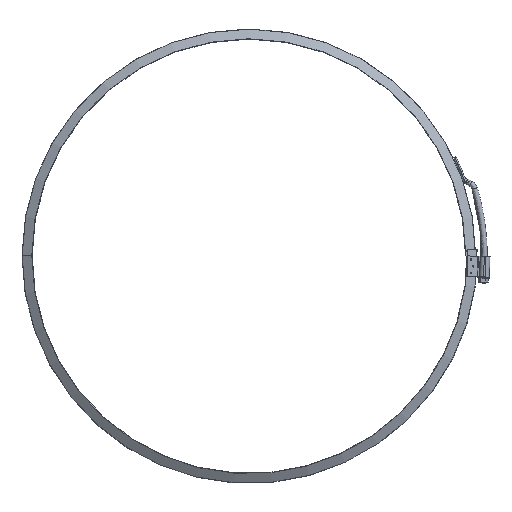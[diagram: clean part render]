
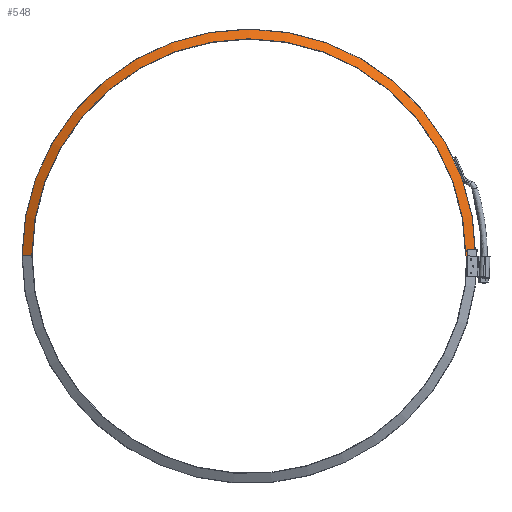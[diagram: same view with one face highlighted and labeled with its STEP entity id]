
A CAD part, top view. The second image highlights one B-rep face of the part: STEP entity #548.
In plain terms, the highlighted conical face has half-angle 60 degrees and reference radius 321.5 mm.
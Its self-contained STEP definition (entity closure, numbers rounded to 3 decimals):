
#139=CONICAL_SURFACE('',#2937,321.5,60.);
#378=FACE_OUTER_BOUND('',#1089,.T.);
#548=ADVANCED_FACE('',(#378),#139,.T.);
#691=LINE('',#5620,#805);
#702=LINE('',#5677,#816);
#805=VECTOR('',#3557,1.);
#816=VECTOR('',#3626,1.);
#1089=EDGE_LOOP('',(#1766,#1767,#1768,#1769));
#1766=ORIENTED_EDGE('',*,*,#2398,.T.);
#1767=ORIENTED_EDGE('',*,*,#2399,.T.);
#1768=ORIENTED_EDGE('',*,*,#2396,.F.);
#1769=ORIENTED_EDGE('',*,*,#2370,.F.);
#2027=VERTEX_POINT('',#5615);
#2029=VERTEX_POINT('',#5621);
#2044=VERTEX_POINT('',#5672);
#2045=VERTEX_POINT('',#5676);
#2370=EDGE_CURVE('',#2027,#2029,#691,.T.);
#2396=EDGE_CURVE('',#2029,#2044,#2645,.T.);
#2398=EDGE_CURVE('',#2027,#2045,#2647,.T.);
#2399=EDGE_CURVE('',#2045,#2044,#702,.T.);
#2645=CIRCLE('',#2933,335.25);
#2647=CIRCLE('',#2936,321.5);
#2933=AXIS2_PLACEMENT_3D('',#5671,#3618,#3619);
#2936=AXIS2_PLACEMENT_3D('',#5675,#3624,#3625);
#2937=AXIS2_PLACEMENT_3D('',#5678,#3627,#3628);
#3557=DIRECTION('',(-0.866,0.,-0.5));
#3618=DIRECTION('',(0.,0.,-1.));
#3619=DIRECTION('',(-1.,0.,0.));
#3624=DIRECTION('',(0.,0.,-1.));
#3625=DIRECTION('',(-1.,0.,0.));
#3626=DIRECTION('',(0.866,0.,-0.5));
#3627=DIRECTION('',(0.,0.,-1.));
#3628=DIRECTION('',(-1.,0.,0.));
#5615=CARTESIAN_POINT('',(-321.5,0.,12.549));
#5620=CARTESIAN_POINT('',(-321.5,0.,12.549));
#5621=CARTESIAN_POINT('',(-335.25,0.,4.61));
#5671=CARTESIAN_POINT('',(0.,0.,4.61));
#5672=CARTESIAN_POINT('',(335.25,0.,4.61));
#5675=CARTESIAN_POINT('',(0.,0.,12.549));
#5676=CARTESIAN_POINT('',(321.5,0.,12.549));
#5677=CARTESIAN_POINT('',(321.5,0.,12.549));
#5678=CARTESIAN_POINT('',(0.,0.,12.549));
